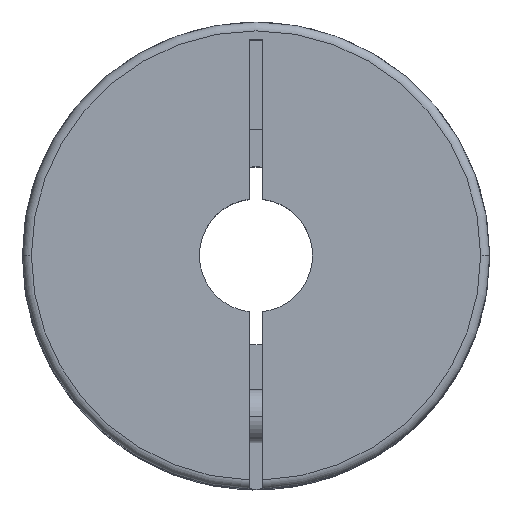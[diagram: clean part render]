
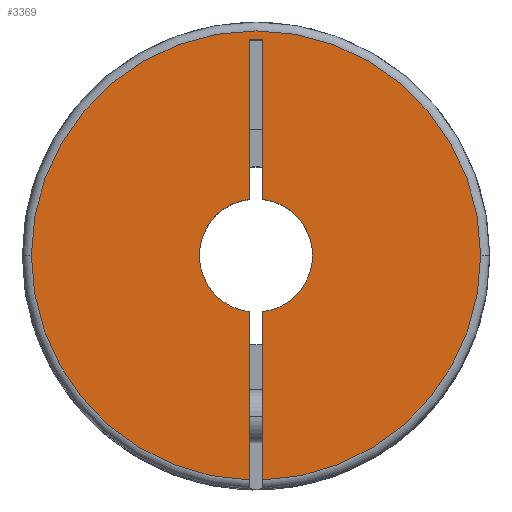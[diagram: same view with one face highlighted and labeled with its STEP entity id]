
A CAD part, top view. The second image highlights one B-rep face of the part: STEP entity #3369.
In plain terms, the highlighted planar face has unit normal (0, 0, 1).
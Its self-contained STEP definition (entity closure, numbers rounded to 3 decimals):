
#8 = ORIENTED_EDGE ( 'NONE', *, *, #2596, .F. ) ;
#16 = FACE_OUTER_BOUND ( 'NONE', #3310, .T. ) ;
#37 = DIRECTION ( 'NONE',  ( 0., -1., 0. ) ) ;
#69 = CARTESIAN_POINT ( 'NONE',  ( 0.375, 12.1, 0. ) ) ;
#202 = LINE ( 'NONE', #487, #3148 ) ;
#262 = VERTEX_POINT ( 'NONE', #1404 ) ;
#268 = CARTESIAN_POINT ( 'NONE',  ( 0.375, -12.594, 0. ) ) ;
#272 = ORIENTED_EDGE ( 'NONE', *, *, #3149, .T. ) ;
#273 = VERTEX_POINT ( 'NONE', #268 ) ;
#341 = VECTOR ( 'NONE', #1522, 1000. ) ;
#355 = DIRECTION ( 'NONE',  ( 0., 1., 0. ) ) ;
#366 = CARTESIAN_POINT ( 'NONE',  ( -0.375, 12.1, 0. ) ) ;
#385 = EDGE_CURVE ( 'NONE', #3290, #932, #1521, .T. ) ;
#453 = AXIS2_PLACEMENT_3D ( 'NONE', #701, #3597, #3713 ) ;
#464 = VECTOR ( 'NONE', #3544, 1000. ) ;
#474 = DIRECTION ( 'NONE',  ( -1., 0., 0. ) ) ;
#487 = CARTESIAN_POINT ( 'NONE',  ( -0.375, 12.1, 0. ) ) ;
#565 = ORIENTED_EDGE ( 'NONE', *, *, #2670, .F. ) ;
#619 = ORIENTED_EDGE ( 'NONE', *, *, #3844, .F. ) ;
#653 = CARTESIAN_POINT ( 'NONE',  ( -3.175, 0., 0. ) ) ;
#686 = CARTESIAN_POINT ( 'NONE',  ( 0., 0., 0. ) ) ;
#697 = DIRECTION ( 'NONE',  ( 0., 0., -1. ) ) ;
#701 = CARTESIAN_POINT ( 'NONE',  ( 0., 0., 0. ) ) ;
#767 = DIRECTION ( 'NONE',  ( 0., 0., -1. ) ) ;
#793 = EDGE_CURVE ( 'NONE', #3794, #273, #833, .T. ) ;
#814 = ORIENTED_EDGE ( 'NONE', *, *, #3446, .F. ) ;
#833 = CIRCLE ( 'NONE', #3045, 12.6 ) ;
#835 = VERTEX_POINT ( 'NONE', #366 ) ;
#847 = ORIENTED_EDGE ( 'NONE', *, *, #2947, .F. ) ;
#932 = VERTEX_POINT ( 'NONE', #1964 ) ;
#1003 = ORIENTED_EDGE ( 'NONE', *, *, #793, .F. ) ;
#1019 = VERTEX_POINT ( 'NONE', #3903 ) ;
#1062 = EDGE_CURVE ( 'NONE', #1228, #3191, #1167, .T. ) ;
#1074 = DIRECTION ( 'NONE',  ( 0., -1., 0. ) ) ;
#1100 = AXIS2_PLACEMENT_3D ( 'NONE', #3709, #697, #37 ) ;
#1167 = CIRCLE ( 'NONE', #1681, 3.175 ) ;
#1226 = PLANE ( 'NONE',  #1100 ) ;
#1228 = VERTEX_POINT ( 'NONE', #653 ) ;
#1238 = CARTESIAN_POINT ( 'NONE',  ( 0.375, -13.1, 0. ) ) ;
#1262 = LINE ( 'NONE', #3395, #341 ) ;
#1356 = CIRCLE ( 'NONE', #2932, 3.175 ) ;
#1404 = CARTESIAN_POINT ( 'NONE',  ( 0.375, -3.153, 0. ) ) ;
#1411 = AXIS2_PLACEMENT_3D ( 'NONE', #686, #3651, #1569 ) ;
#1438 = LINE ( 'NONE', #2055, #464 ) ;
#1448 = CARTESIAN_POINT ( 'NONE',  ( 0.375, 3.153, 0. ) ) ;
#1467 = CIRCLE ( 'NONE', #1411, 3.175 ) ;
#1481 = DIRECTION ( 'NONE',  ( -1., 0., 0. ) ) ;
#1521 = CIRCLE ( 'NONE', #453, 12.6 ) ;
#1522 = DIRECTION ( 'NONE',  ( 0., 1., 0. ) ) ;
#1569 = DIRECTION ( 'NONE',  ( -1., 0., 0. ) ) ;
#1626 = DIRECTION ( 'NONE',  ( -1., 0., 0. ) ) ;
#1672 = VERTEX_POINT ( 'NONE', #2481 ) ;
#1681 = AXIS2_PLACEMENT_3D ( 'NONE', #2682, #2113, #1481 ) ;
#1802 = CARTESIAN_POINT ( 'NONE',  ( 0., 0., 0. ) ) ;
#1816 = ORIENTED_EDGE ( 'NONE', *, *, #385, .F. ) ;
#1832 = LINE ( 'NONE', #69, #3861 ) ;
#1964 = CARTESIAN_POINT ( 'NONE',  ( -12.6, 0., 0. ) ) ;
#2055 = CARTESIAN_POINT ( 'NONE',  ( -0.375, 12.1, 0. ) ) ;
#2113 = DIRECTION ( 'NONE',  ( 0., 0., -1. ) ) ;
#2129 = DIRECTION ( 'NONE',  ( -1., 0., 0. ) ) ;
#2168 = LINE ( 'NONE', #1238, #2480 ) ;
#2245 = CARTESIAN_POINT ( 'NONE',  ( 0., 0., 0. ) ) ;
#2480 = VECTOR ( 'NONE', #355, 1000. ) ;
#2481 = CARTESIAN_POINT ( 'NONE',  ( -0.375, -3.153, 0. ) ) ;
#2499 = CARTESIAN_POINT ( 'NONE',  ( -0.375, 3.153, 0. ) ) ;
#2596 = EDGE_CURVE ( 'NONE', #1672, #3290, #1438, .T. ) ;
#2670 = EDGE_CURVE ( 'NONE', #1019, #835, #1832, .T. ) ;
#2682 = CARTESIAN_POINT ( 'NONE',  ( 0., 0., 0. ) ) ;
#2700 = EDGE_CURVE ( 'NONE', #273, #262, #2168, .T. ) ;
#2784 = ORIENTED_EDGE ( 'NONE', *, *, #1062, .T. ) ;
#2932 = AXIS2_PLACEMENT_3D ( 'NONE', #2245, #3426, #3448 ) ;
#2947 = EDGE_CURVE ( 'NONE', #932, #3794, #2983, .T. ) ;
#2983 = CIRCLE ( 'NONE', #3422, 12.6 ) ;
#2992 = VERTEX_POINT ( 'NONE', #1448 ) ;
#3000 = ORIENTED_EDGE ( 'NONE', *, *, #2700, .F. ) ;
#3009 = DIRECTION ( 'NONE',  ( 0., 0., -1. ) ) ;
#3045 = AXIS2_PLACEMENT_3D ( 'NONE', #1802, #3009, #1626 ) ;
#3113 = CARTESIAN_POINT ( 'NONE',  ( 12.6, 0., 0. ) ) ;
#3148 = VECTOR ( 'NONE', #1074, 1000. ) ;
#3149 = EDGE_CURVE ( 'NONE', #2992, #262, #1467, .T. ) ;
#3191 = VERTEX_POINT ( 'NONE', #2499 ) ;
#3263 = EDGE_CURVE ( 'NONE', #1672, #1228, #1356, .T. ) ;
#3290 = VERTEX_POINT ( 'NONE', #3761 ) ;
#3310 = EDGE_LOOP ( 'NONE', ( #1816, #8, #3357, #2784, #619, #565, #814, #272, #3000, #1003, #847 ) ) ;
#3357 = ORIENTED_EDGE ( 'NONE', *, *, #3263, .T. ) ;
#3369 = ADVANCED_FACE ( 'NONE', ( #16 ), #1226, .F. ) ;
#3395 = CARTESIAN_POINT ( 'NONE',  ( 0.375, -13.1, 0. ) ) ;
#3422 = AXIS2_PLACEMENT_3D ( 'NONE', #3469, #767, #474 ) ;
#3426 = DIRECTION ( 'NONE',  ( 0., 0., -1. ) ) ;
#3446 = EDGE_CURVE ( 'NONE', #2992, #1019, #1262, .T. ) ;
#3448 = DIRECTION ( 'NONE',  ( -1., 0., 0. ) ) ;
#3469 = CARTESIAN_POINT ( 'NONE',  ( 0., 0., 0. ) ) ;
#3544 = DIRECTION ( 'NONE',  ( 0., -1., 0. ) ) ;
#3597 = DIRECTION ( 'NONE',  ( 0., 0., -1. ) ) ;
#3651 = DIRECTION ( 'NONE',  ( 0., 0., -1. ) ) ;
#3709 = CARTESIAN_POINT ( 'NONE',  ( 0., 0., 0. ) ) ;
#3713 = DIRECTION ( 'NONE',  ( -1., 0., 0. ) ) ;
#3761 = CARTESIAN_POINT ( 'NONE',  ( -0.375, -12.594, 0. ) ) ;
#3794 = VERTEX_POINT ( 'NONE', #3113 ) ;
#3844 = EDGE_CURVE ( 'NONE', #835, #3191, #202, .T. ) ;
#3861 = VECTOR ( 'NONE', #2129, 1000. ) ;
#3903 = CARTESIAN_POINT ( 'NONE',  ( 0.375, 12.1, 0. ) ) ;
